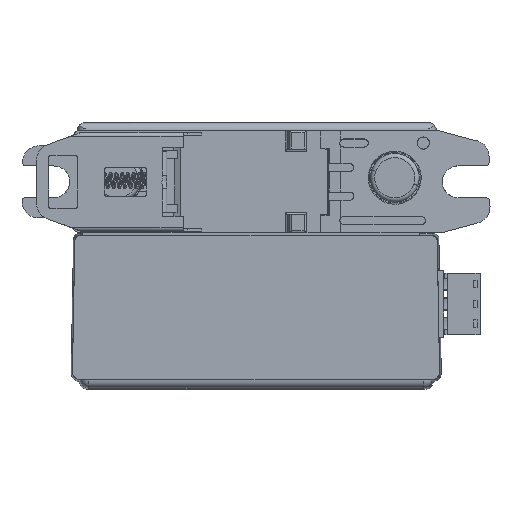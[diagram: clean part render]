
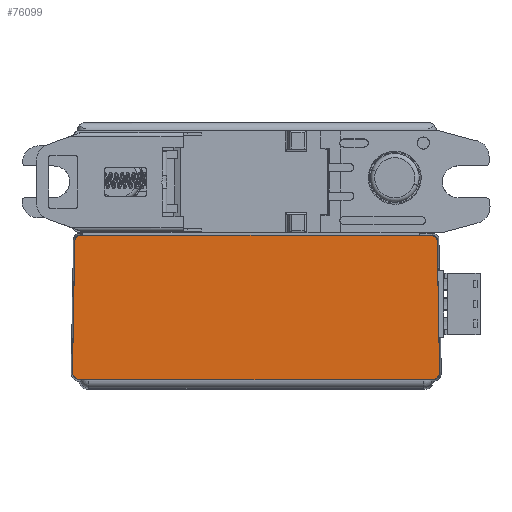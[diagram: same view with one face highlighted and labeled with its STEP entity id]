
A CAD part, front view. The second image highlights one B-rep face of the part: STEP entity #76099.
In plain terms, the highlighted planar face has unit normal (0, -1, 0).
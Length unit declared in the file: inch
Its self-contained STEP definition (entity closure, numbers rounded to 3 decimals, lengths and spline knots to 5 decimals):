
#2095 = LINE ( 'NONE', #7921, #140037 ) ;
#6335 = CARTESIAN_POINT ( 'NONE',  ( 3.51816, -0.09449, -1.39372 ) ) ;
#7606 = LINE ( 'NONE', #6335, #162371 ) ;
#7921 = CARTESIAN_POINT ( 'NONE',  ( -0.02242, -0.09449, -1.33189 ) ) ;
#12275 = CARTESIAN_POINT ( 'NONE',  ( -0.0002, -0.09449, -0.05885 ) ) ;
#13821 = CARTESIAN_POINT ( 'NONE',  ( -0.02209, -0.09449, -1.31276 ) ) ;
#15201 = CARTESIAN_POINT ( 'NONE',  ( -0.0221, -0.09449, -1.36026 ) ) ;
#20171 = EDGE_CURVE ( 'NONE', #158805, #52010, #7606, .T. ) ;
#28500 = DIRECTION ( 'NONE',  ( -1., 0., 0. ) ) ;
#29405 = EDGE_CURVE ( 'NONE', #114310, #123703, #2095, .T. ) ;
#33452 = VERTEX_POINT ( 'NONE', #42315 ) ;
#37582 = CARTESIAN_POINT ( 'NONE',  ( -0.0221, -0.09449, -1.31414 ) ) ;
#40281 = CARTESIAN_POINT ( 'NONE',  ( 3.51898, -0.09449, -1.39288 ) ) ;
#42315 = CARTESIAN_POINT ( 'NONE',  ( 3.43581, -0.09449, -0.00082 ) ) ;
#44215 =( BOUNDED_CURVE ( )  B_SPLINE_CURVE ( 3, ( #123390, #140847, #46193, #153706 ),
 .UNSPECIFIED., .F., .T. ) 
 B_SPLINE_CURVE_WITH_KNOTS ( ( 4, 4 ),
 ( 5.50655, 7.05982 ),
 .UNSPECIFIED. ) 
 CURVE ( )  GEOMETRIC_REPRESENTATION_ITEM ( )  RATIONAL_B_SPLINE_CURVE ( ( 1., 0.809, 0.809, 1. ) ) 
 REPRESENTATION_ITEM ( '' )  );
#46193 = CARTESIAN_POINT ( 'NONE',  ( 3.46993, -0.09449, -0.00082 ) ) ;
#47356 = CARTESIAN_POINT ( 'NONE',  ( 3.51674, -0.09449, -1.31276 ) ) ;
#51454 = CARTESIAN_POINT ( 'NONE',  ( 0.00039, -0.09449, -0.02474 ) ) ;
#51731 = LINE ( 'NONE', #40281, #91414 ) ;
#52010 = VERTEX_POINT ( 'NONE', #72455 ) ;
#55267 = CARTESIAN_POINT ( 'NONE',  ( -0.0221, -0.09449, -1.31414 ) ) ;
#59937 = CARTESIAN_POINT ( 'NONE',  ( 0.05884, -0.09449, -0.00082 ) ) ;
#67065 = ORIENTED_EDGE ( 'NONE', *, *, #81034, .F. ) ;
#70168 = LINE ( 'NONE', #127753, #99457 ) ;
#72455 = CARTESIAN_POINT ( 'NONE',  ( 3.51674, -0.09449, -1.31276 ) ) ;
#75631 = CARTESIAN_POINT ( 'NONE',  ( -0.02209, -0.09449, -1.31276 ) ) ;
#76099 = ADVANCED_FACE ( 'NONE', ( #85856 ), #105376, .F. ) ;
#79014 = DIRECTION ( 'NONE',  ( 0., 0., 1. ) ) ;
#81034 = EDGE_CURVE ( 'NONE', #128151, #97341, #51731, .T. ) ;
#82201 = ORIENTED_EDGE ( 'NONE', *, *, #136605, .T. ) ;
#82552 = VERTEX_POINT ( 'NONE', #110834 ) ;
#85856 = FACE_OUTER_BOUND ( 'NONE', #113934, .T. ) ;
#86276 = DIRECTION ( 'NONE',  ( 0.017, 0., -1. ) ) ;
#91414 = VECTOR ( 'NONE', #28500, 39.37008 ) ;
#94792 = ORIENTED_EDGE ( 'NONE', *, *, #113399, .T. ) ;
#97341 = VERTEX_POINT ( 'NONE', #141241 ) ;
#99457 = VECTOR ( 'NONE', #141763, 39.37008 ) ;
#99534 = CARTESIAN_POINT ( 'NONE',  ( 3.51756, -0.09449, -1.35952 ) ) ;
#105376 = PLANE ( 'NONE',  #113708 ) ;
#105688 = EDGE_CURVE ( 'NONE', #158805, #33452, #44215, .T. ) ;
#108001 =( BOUNDED_CURVE ( )  B_SPLINE_CURVE ( 3, ( #13821, #161051, #148209, #55267 ),
 .UNSPECIFIED., .F., .F. ) 
 B_SPLINE_CURVE_WITH_KNOTS ( ( 4, 4 ),
 ( 5.4891, 5.50655 ),
 .UNSPECIFIED. ) 
 CURVE ( )  GEOMETRIC_REPRESENTATION_ITEM ( )  RATIONAL_B_SPLINE_CURVE ( ( 1., 1., 1., 1. ) ) 
 REPRESENTATION_ITEM ( '' )  );
#109217 = EDGE_CURVE ( 'NONE', #128151, #52010, #127721, .T. ) ;
#109428 = ORIENTED_EDGE ( 'NONE', *, *, #145614, .F. ) ;
#110834 = CARTESIAN_POINT ( 'NONE',  ( -0.0221, -0.09449, -1.31414 ) ) ;
#113177 = ORIENTED_EDGE ( 'NONE', *, *, #20171, .F. ) ;
#113399 = EDGE_CURVE ( 'NONE', #82552, #97341, #154388, .T. ) ;
#113708 = AXIS2_PLACEMENT_3D ( 'NONE', #173191, #159721, #79014 ) ;
#113934 = EDGE_LOOP ( 'NONE', ( #113177, #161191, #109428, #82201, #133053, #133320, #94792, #67065, #126082 ) ) ;
#114310 = VERTEX_POINT ( 'NONE', #75631 ) ;
#116147 = CARTESIAN_POINT ( 'NONE',  ( 3.43802, -0.09449, -1.39288 ) ) ;
#121029 = CARTESIAN_POINT ( 'NONE',  ( 0.05664, -0.09449, -1.39288 ) ) ;
#123390 = CARTESIAN_POINT ( 'NONE',  ( 3.49486, -0.09449, -0.05885 ) ) ;
#123703 = VERTEX_POINT ( 'NONE', #127512 ) ;
#126082 = ORIENTED_EDGE ( 'NONE', *, *, #109217, .T. ) ;
#127512 = CARTESIAN_POINT ( 'NONE',  ( -0.0002, -0.09449, -0.05885 ) ) ;
#127721 =( BOUNDED_CURVE ( )  B_SPLINE_CURVE ( 3, ( #164506, #161383, #99534, #47356 ),
 .UNSPECIFIED., .F., .F. ) 
 B_SPLINE_CURVE_WITH_KNOTS ( ( 4, 4 ),
 ( 5.4891, 7.07727 ),
 .UNSPECIFIED. ) 
 CURVE ( )  GEOMETRIC_REPRESENTATION_ITEM ( )  RATIONAL_B_SPLINE_CURVE ( ( 1., 0.801, 0.801, 1. ) ) 
 REPRESENTATION_ITEM ( '' )  );
#127753 = CARTESIAN_POINT ( 'NONE',  ( 3.51898, -0.09449, -0.00082 ) ) ;
#127886 = CARTESIAN_POINT ( 'NONE',  ( 3.49486, -0.09449, -0.05885 ) ) ;
#128151 = VERTEX_POINT ( 'NONE', #116147 ) ;
#130922 = CARTESIAN_POINT ( 'NONE',  ( 0.02473, -0.09449, -0.00082 ) ) ;
#133053 = ORIENTED_EDGE ( 'NONE', *, *, #29405, .F. ) ;
#133320 = ORIENTED_EDGE ( 'NONE', *, *, #134847, .T. ) ;
#134847 = EDGE_CURVE ( 'NONE', #114310, #82552, #108001, .T. ) ;
#136605 = EDGE_CURVE ( 'NONE', #147154, #123703, #165447, .T. ) ;
#140037 = VECTOR ( 'NONE', #141735, 39.37008 ) ;
#140847 = CARTESIAN_POINT ( 'NONE',  ( 3.49426, -0.09449, -0.02474 ) ) ;
#141241 = CARTESIAN_POINT ( 'NONE',  ( 0.05664, -0.09449, -1.39288 ) ) ;
#141735 = DIRECTION ( 'NONE',  ( 0.017, 0., 1. ) ) ;
#141763 = DIRECTION ( 'NONE',  ( 1., 0., 0. ) ) ;
#145526 = CARTESIAN_POINT ( 'NONE',  ( 0.05884, -0.09449, -0.00082 ) ) ;
#145614 = EDGE_CURVE ( 'NONE', #147154, #33452, #70168, .T. ) ;
#147154 = VERTEX_POINT ( 'NONE', #59937 ) ;
#148209 = CARTESIAN_POINT ( 'NONE',  ( -0.0221, -0.09449, -1.31368 ) ) ;
#153706 = CARTESIAN_POINT ( 'NONE',  ( 3.43581, -0.09449, -0.00082 ) ) ;
#154388 =( BOUNDED_CURVE ( )  B_SPLINE_CURVE ( 3, ( #37582, #15201, #161301, #121029 ),
 .UNSPECIFIED., .F., .F. ) 
 B_SPLINE_CURVE_WITH_KNOTS ( ( 4, 4 ),
 ( 5.50655, 7.07727 ),
 .UNSPECIFIED. ) 
 CURVE ( )  GEOMETRIC_REPRESENTATION_ITEM ( )  RATIONAL_B_SPLINE_CURVE ( ( 1., 0.805, 0.805, 1. ) ) 
 REPRESENTATION_ITEM ( '' )  );
#158805 = VERTEX_POINT ( 'NONE', #127886 ) ;
#159721 = DIRECTION ( 'NONE',  ( 0., 1., 0. ) ) ;
#161051 = CARTESIAN_POINT ( 'NONE',  ( -0.0221, -0.09449, -1.31322 ) ) ;
#161191 = ORIENTED_EDGE ( 'NONE', *, *, #105688, .T. ) ;
#161301 = CARTESIAN_POINT ( 'NONE',  ( 0.01051, -0.09449, -1.39288 ) ) ;
#161383 = CARTESIAN_POINT ( 'NONE',  ( 3.48478, -0.09449, -1.39288 ) ) ;
#162371 = VECTOR ( 'NONE', #86276, 39.37008 ) ;
#164506 = CARTESIAN_POINT ( 'NONE',  ( 3.43802, -0.09449, -1.39288 ) ) ;
#165447 =( BOUNDED_CURVE ( )  B_SPLINE_CURVE ( 3, ( #145526, #130922, #51454, #12275 ),
 .UNSPECIFIED., .F., .F. ) 
 B_SPLINE_CURVE_WITH_KNOTS ( ( 4, 4 ),
 ( 5.50655, 7.05982 ),
 .UNSPECIFIED. ) 
 CURVE ( )  GEOMETRIC_REPRESENTATION_ITEM ( )  RATIONAL_B_SPLINE_CURVE ( ( 1., 0.809, 0.809, 1. ) ) 
 REPRESENTATION_ITEM ( '' )  );
#173191 = CARTESIAN_POINT ( 'NONE',  ( 3.51898, -0.09449, -1.3937 ) ) ;
